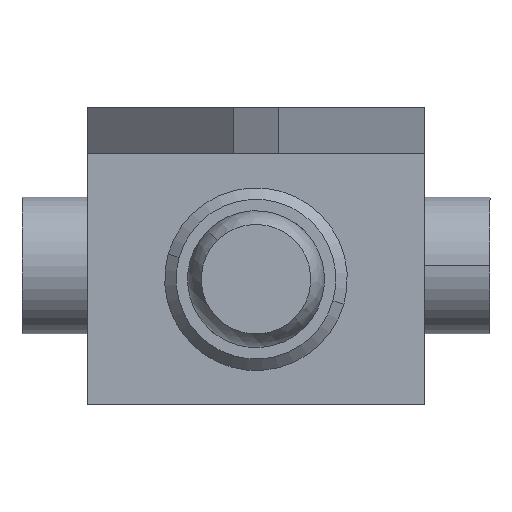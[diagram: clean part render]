
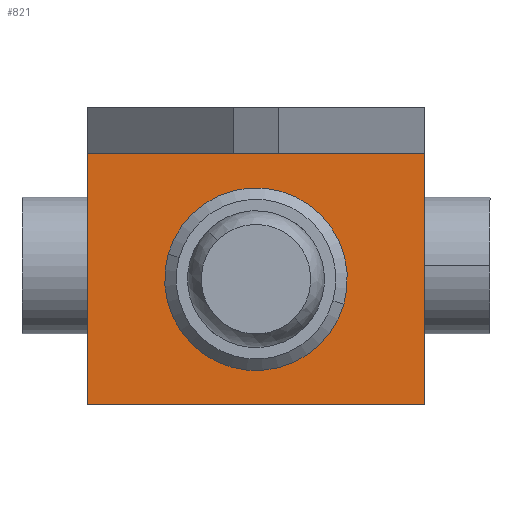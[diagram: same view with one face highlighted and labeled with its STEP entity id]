
A CAD part, left-side view. The second image highlights one B-rep face of the part: STEP entity #821.
In plain terms, the highlighted planar face has unit normal (-1, 0, 0).
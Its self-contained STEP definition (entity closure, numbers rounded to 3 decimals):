
#25 = CARTESIAN_POINT ( 'NONE',  ( 0., -2.179, 18.697 ) ) ;
#50 = DIRECTION ( 'NONE',  ( -1., 0., 0. ) ) ;
#130 = DIRECTION ( 'NONE',  ( 0., -1., 0. ) ) ;
#264 = VECTOR ( 'NONE', #464, 1000. ) ;
#326 = CARTESIAN_POINT ( 'NONE',  ( 0., -14.8, 0. ) ) ;
#343 = VERTEX_POINT ( 'NONE', #1464 ) ;
#344 = CARTESIAN_POINT ( 'NONE',  ( 0., 0., 11. ) ) ;
#367 = CARTESIAN_POINT ( 'NONE',  ( 0., 14.8, 22. ) ) ;
#388 = CARTESIAN_POINT ( 'NONE',  ( 0., 14.8, 22. ) ) ;
#405 = DIRECTION ( 'NONE',  ( 1., 0., 0. ) ) ;
#452 = VERTEX_POINT ( 'NONE', #326 ) ;
#464 = DIRECTION ( 'NONE',  ( 0., 0., -1. ) ) ;
#473 = DIRECTION ( 'NONE',  ( 0., 0., 1. ) ) ;
#476 = CARTESIAN_POINT ( 'NONE',  ( 0., -14.8, 22. ) ) ;
#549 = EDGE_LOOP ( 'NONE', ( #2329, #2906 ) ) ;
#575 = ORIENTED_EDGE ( 'NONE', *, *, #1465, .F. ) ;
#693 = VERTEX_POINT ( 'NONE', #25 ) ;
#701 = CIRCLE ( 'NONE', #2038, 8. ) ;
#720 = VERTEX_POINT ( 'NONE', #1931 ) ;
#801 = EDGE_CURVE ( 'NONE', #720, #693, #701, .T. ) ;
#821 = ADVANCED_FACE ( 'NONE', ( #837, #2752 ), #2270, .F. ) ;
#832 = DIRECTION ( 'NONE',  ( 0., -1., 0. ) ) ;
#837 = FACE_BOUND ( 'NONE', #549, .T. ) ;
#872 = DIRECTION ( 'NONE',  ( 0., 1., 0. ) ) ;
#902 = AXIS2_PLACEMENT_3D ( 'NONE', #2763, #405, #130 ) ;
#986 = EDGE_CURVE ( 'NONE', #2250, #452, #1637, .T. ) ;
#1091 = LINE ( 'NONE', #1268, #1191 ) ;
#1149 = LINE ( 'NONE', #1859, #1559 ) ;
#1183 = CARTESIAN_POINT ( 'NONE',  ( 0., -14.8, -0.2 ) ) ;
#1191 = VECTOR ( 'NONE', #832, 1000. ) ;
#1268 = CARTESIAN_POINT ( 'NONE',  ( 0., -14.8, 0. ) ) ;
#1391 = ORIENTED_EDGE ( 'NONE', *, *, #986, .F. ) ;
#1464 = CARTESIAN_POINT ( 'NONE',  ( 0., 14.8, 0. ) ) ;
#1465 = EDGE_CURVE ( 'NONE', #343, #1699, #1149, .T. ) ;
#1488 = CARTESIAN_POINT ( 'NONE',  ( 0., 0., 11. ) ) ;
#1559 = VECTOR ( 'NONE', #473, 1000. ) ;
#1568 = LINE ( 'NONE', #388, #2231 ) ;
#1637 = LINE ( 'NONE', #1183, #264 ) ;
#1699 = VERTEX_POINT ( 'NONE', #367 ) ;
#1746 = CIRCLE ( 'NONE', #2539, 8. ) ;
#1795 = ORIENTED_EDGE ( 'NONE', *, *, #2651, .T. ) ;
#1853 = ORIENTED_EDGE ( 'NONE', *, *, #1911, .T. ) ;
#1859 = CARTESIAN_POINT ( 'NONE',  ( 0., 14.8, 22. ) ) ;
#1911 = EDGE_CURVE ( 'NONE', #343, #452, #1091, .T. ) ;
#1931 = CARTESIAN_POINT ( 'NONE',  ( 0., 2.179, 3.303 ) ) ;
#2038 = AXIS2_PLACEMENT_3D ( 'NONE', #1488, #2425, #2972 ) ;
#2211 = DIRECTION ( 'NONE',  ( 0., 0., 1. ) ) ;
#2231 = VECTOR ( 'NONE', #872, 1000. ) ;
#2250 = VERTEX_POINT ( 'NONE', #476 ) ;
#2270 = PLANE ( 'NONE',  #902 ) ;
#2329 = ORIENTED_EDGE ( 'NONE', *, *, #801, .F. ) ;
#2425 = DIRECTION ( 'NONE',  ( -1., 0., 0. ) ) ;
#2539 = AXIS2_PLACEMENT_3D ( 'NONE', #344, #50, #2211 ) ;
#2651 = EDGE_CURVE ( 'NONE', #2250, #1699, #1568, .T. ) ;
#2752 = FACE_OUTER_BOUND ( 'NONE', #2805, .T. ) ;
#2763 = CARTESIAN_POINT ( 'NONE',  ( 0., 0., 11. ) ) ;
#2805 = EDGE_LOOP ( 'NONE', ( #575, #1853, #1391, #1795 ) ) ;
#2906 = ORIENTED_EDGE ( 'NONE', *, *, #2946, .F. ) ;
#2946 = EDGE_CURVE ( 'NONE', #693, #720, #1746, .T. ) ;
#2972 = DIRECTION ( 'NONE',  ( 0., 0., 1. ) ) ;
